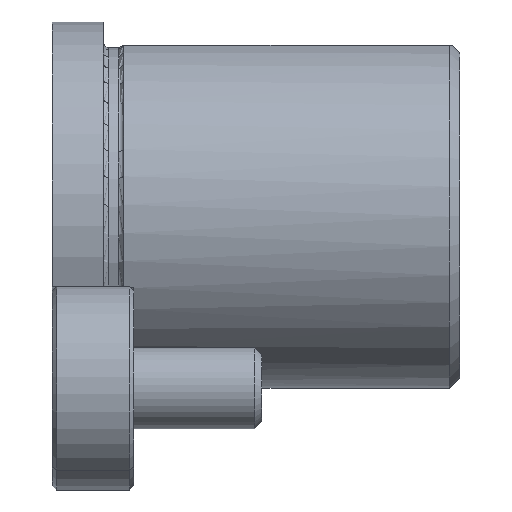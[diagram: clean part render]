
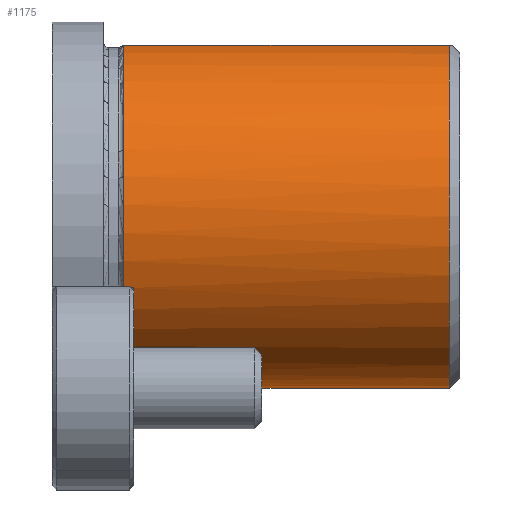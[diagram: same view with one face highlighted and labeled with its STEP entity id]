
A CAD part, left-side view. The second image highlights one B-rep face of the part: STEP entity #1175.
In plain terms, the highlighted cylindrical face has radius 17 mm (diameter 34 mm), a partial arc.
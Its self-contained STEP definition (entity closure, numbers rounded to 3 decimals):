
#26 = EDGE_CURVE ( 'NONE', #2124, #69, #500, .T. ) ;
#39 = DIRECTION ( 'NONE',  ( 0., 1., 0. ) ) ;
#59 = VECTOR ( 'NONE', #1933, 1000. ) ;
#66 = ORIENTED_EDGE ( 'NONE', *, *, #1488, .T. ) ;
#69 = VERTEX_POINT ( 'NONE', #1410 ) ;
#78 = ORIENTED_EDGE ( 'NONE', *, *, #26, .F. ) ;
#92 = AXIS2_PLACEMENT_3D ( 'NONE', #221, #1632, #570 ) ;
#97 = CARTESIAN_POINT ( 'NONE',  ( 3.18, -34., 16.7 ) ) ;
#139 = CARTESIAN_POINT ( 'NONE',  ( -15.436, 1., -7.123 ) ) ;
#221 = CARTESIAN_POINT ( 'NONE',  ( 0., -35., 0. ) ) ;
#232 = EDGE_CURVE ( 'NONE', #381, #1332, #1449, .T. ) ;
#258 = CARTESIAN_POINT ( 'NONE',  ( 0., -34., -17. ) ) ;
#308 = ORIENTED_EDGE ( 'NONE', *, *, #593, .T. ) ;
#325 = DIRECTION ( 'NONE',  ( 0., 0., -1. ) ) ;
#354 = VERTEX_POINT ( 'NONE', #97 ) ;
#361 = CIRCLE ( 'NONE', #2032, 17. ) ;
#364 = VERTEX_POINT ( 'NONE', #258 ) ;
#368 = VERTEX_POINT ( 'NONE', #958 ) ;
#374 = DIRECTION ( 'NONE',  ( 0., -1., 0. ) ) ;
#381 = VERTEX_POINT ( 'NONE', #1665 ) ;
#397 = CARTESIAN_POINT ( 'NONE',  ( -7.123, 1., -15.436 ) ) ;
#399 = AXIS2_PLACEMENT_3D ( 'NONE', #695, #1956, #686 ) ;
#498 = LINE ( 'NONE', #139, #1027 ) ;
#500 = LINE ( 'NONE', #1561, #803 ) ;
#504 = CARTESIAN_POINT ( 'NONE',  ( 3.18, -2., 16.7 ) ) ;
#533 = EDGE_CURVE ( 'NONE', #2162, #368, #498, .T. ) ;
#544 = CARTESIAN_POINT ( 'NONE',  ( -15.436, -2., -7.123 ) ) ;
#548 = ORIENTED_EDGE ( 'NONE', *, *, #1502, .T. ) ;
#570 = DIRECTION ( 'NONE',  ( 0., 0., 1. ) ) ;
#588 = ORIENTED_EDGE ( 'NONE', *, *, #1094, .F. ) ;
#593 = EDGE_CURVE ( 'NONE', #982, #1418, #1077, .T. ) ;
#686 = DIRECTION ( 'NONE',  ( 0., 0., -1. ) ) ;
#695 = CARTESIAN_POINT ( 'NONE',  ( 0., -34., 0. ) ) ;
#703 = CARTESIAN_POINT ( 'NONE',  ( 0., -34., 0. ) ) ;
#764 = LINE ( 'NONE', #1570, #59 ) ;
#803 = VECTOR ( 'NONE', #843, 1000. ) ;
#826 = CIRCLE ( 'NONE', #1843, 17. ) ;
#843 = DIRECTION ( 'NONE',  ( 0., -1., 0. ) ) ;
#858 = CIRCLE ( 'NONE', #399, 17. ) ;
#910 = AXIS2_PLACEMENT_3D ( 'NONE', #703, #1763, #1584 ) ;
#931 = DIRECTION ( 'NONE',  ( 0., 0., -1. ) ) ;
#952 = ORIENTED_EDGE ( 'NONE', *, *, #232, .T. ) ;
#958 = CARTESIAN_POINT ( 'NONE',  ( -15.436, -3., -7.123 ) ) ;
#963 = CARTESIAN_POINT ( 'NONE',  ( -7.123, -2., -15.436 ) ) ;
#982 = VERTEX_POINT ( 'NONE', #1197 ) ;
#1027 = VECTOR ( 'NONE', #1519, 1000. ) ;
#1041 = EDGE_LOOP ( 'NONE', ( #548, #66, #78, #1369, #2068, #1404, #952, #1286, #308, #588 ) ) ;
#1077 = CIRCLE ( 'NONE', #1166, 17. ) ;
#1087 = DIRECTION ( 'NONE',  ( 0., 0., -1. ) ) ;
#1094 = EDGE_CURVE ( 'NONE', #354, #1418, #764, .T. ) ;
#1156 = EDGE_CURVE ( 'NONE', #381, #368, #826, .T. ) ;
#1157 = CARTESIAN_POINT ( 'NONE',  ( 0., -3., 0. ) ) ;
#1166 = AXIS2_PLACEMENT_3D ( 'NONE', #2128, #2121, #325 ) ;
#1167 = DIRECTION ( 'NONE',  ( 0., 1., 0. ) ) ;
#1171 = EDGE_CURVE ( 'NONE', #2124, #2162, #1359, .T. ) ;
#1175 = ADVANCED_FACE ( 'NONE', ( #2211 ), #2040, .T. ) ;
#1197 = CARTESIAN_POINT ( 'NONE',  ( 0., -2., -17. ) ) ;
#1249 = CARTESIAN_POINT ( 'NONE',  ( 0., -2., 0. ) ) ;
#1286 = ORIENTED_EDGE ( 'NONE', *, *, #1647, .T. ) ;
#1332 = VERTEX_POINT ( 'NONE', #963 ) ;
#1359 = CIRCLE ( 'NONE', #1875, 17. ) ;
#1369 = ORIENTED_EDGE ( 'NONE', *, *, #1171, .T. ) ;
#1404 = ORIENTED_EDGE ( 'NONE', *, *, #1156, .F. ) ;
#1410 = CARTESIAN_POINT ( 'NONE',  ( -3.18, -34., 16.7 ) ) ;
#1416 = CARTESIAN_POINT ( 'NONE',  ( -3.18, -2., 16.7 ) ) ;
#1418 = VERTEX_POINT ( 'NONE', #504 ) ;
#1449 = LINE ( 'NONE', #397, #1992 ) ;
#1468 = CIRCLE ( 'NONE', #910, 17. ) ;
#1488 = EDGE_CURVE ( 'NONE', #364, #69, #1468, .T. ) ;
#1502 = EDGE_CURVE ( 'NONE', #354, #364, #858, .T. ) ;
#1519 = DIRECTION ( 'NONE',  ( 0., -1., 0. ) ) ;
#1561 = CARTESIAN_POINT ( 'NONE',  ( -3.18, -35., 16.7 ) ) ;
#1570 = CARTESIAN_POINT ( 'NONE',  ( 3.18, -35., 16.7 ) ) ;
#1581 = DIRECTION ( 'NONE',  ( 0., 0., 1. ) ) ;
#1584 = DIRECTION ( 'NONE',  ( 0., 0., -1. ) ) ;
#1632 = DIRECTION ( 'NONE',  ( 0., 1., 0. ) ) ;
#1646 = CARTESIAN_POINT ( 'NONE',  ( 0., -2., 0. ) ) ;
#1647 = EDGE_CURVE ( 'NONE', #1332, #982, #361, .T. ) ;
#1665 = CARTESIAN_POINT ( 'NONE',  ( -7.123, -3., -15.436 ) ) ;
#1763 = DIRECTION ( 'NONE',  ( 0., 1., 0. ) ) ;
#1843 = AXIS2_PLACEMENT_3D ( 'NONE', #1157, #1167, #1581 ) ;
#1875 = AXIS2_PLACEMENT_3D ( 'NONE', #1249, #374, #1087 ) ;
#1933 = DIRECTION ( 'NONE',  ( 0., 1., 0. ) ) ;
#1956 = DIRECTION ( 'NONE',  ( 0., 1., 0. ) ) ;
#1992 = VECTOR ( 'NONE', #39, 1000. ) ;
#2009 = DIRECTION ( 'NONE',  ( 0., -1., 0. ) ) ;
#2032 = AXIS2_PLACEMENT_3D ( 'NONE', #1646, #2009, #931 ) ;
#2040 = CYLINDRICAL_SURFACE ( 'NONE', #92, 17. ) ;
#2068 = ORIENTED_EDGE ( 'NONE', *, *, #533, .T. ) ;
#2121 = DIRECTION ( 'NONE',  ( 0., -1., 0. ) ) ;
#2124 = VERTEX_POINT ( 'NONE', #1416 ) ;
#2128 = CARTESIAN_POINT ( 'NONE',  ( 0., -2., 0. ) ) ;
#2162 = VERTEX_POINT ( 'NONE', #544 ) ;
#2211 = FACE_OUTER_BOUND ( 'NONE', #1041, .T. ) ;
